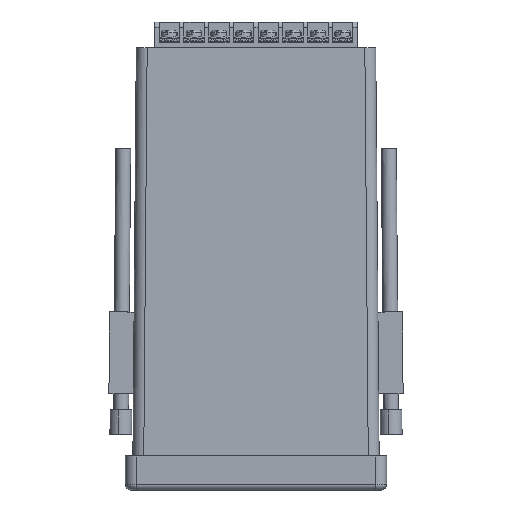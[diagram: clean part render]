
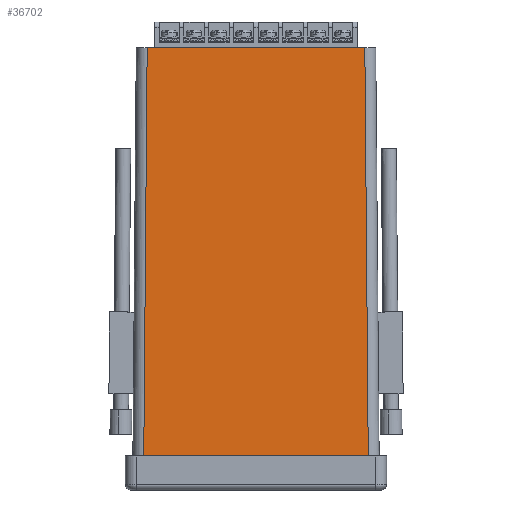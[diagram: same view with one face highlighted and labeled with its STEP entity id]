
A CAD part, front view. The second image highlights one B-rep face of the part: STEP entity #36702.
In plain terms, the highlighted planar face has unit normal (0, -1, 0.008).
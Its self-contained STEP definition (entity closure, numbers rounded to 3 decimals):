
#1073 = VERTEX_POINT ( 'NONE', #25601 ) ;
#4674 = CARTESIAN_POINT ( 'NONE',  ( -40., -44., -0.033 ) ) ;
#5192 = VERTEX_POINT ( 'NONE', #25443 ) ;
#7222 = DIRECTION ( 'NONE',  ( -0.008, 0.008, 1. ) ) ;
#7728 = VERTEX_POINT ( 'NONE', #29897 ) ;
#7743 = LINE ( 'NONE', #12845, #25010 ) ;
#8827 = FACE_OUTER_BOUND ( 'NONE', #26929, .T. ) ;
#10259 = LINE ( 'NONE', #21333, #22980 ) ;
#10312 = ORIENTED_EDGE ( 'NONE', *, *, #30445, .T. ) ;
#10540 = EDGE_CURVE ( 'NONE', #5192, #7728, #36432, .T. ) ;
#10925 = CARTESIAN_POINT ( 'NONE',  ( -44., -44., 0. ) ) ;
#11486 = ORIENTED_EDGE ( 'NONE', *, *, #10540, .T. ) ;
#12845 = CARTESIAN_POINT ( 'NONE',  ( 39.994, -43.994, 0.699 ) ) ;
#13219 = AXIS2_PLACEMENT_3D ( 'NONE', #10925, #31006, #13618 ) ;
#13515 = DIRECTION ( 'NONE',  ( -0.008, -0.008, -1. ) ) ;
#13618 = DIRECTION ( 'NONE',  ( 0., -0.008, -1. ) ) ;
#15376 = DIRECTION ( 'NONE',  ( 1., 0., 0. ) ) ;
#16416 = CARTESIAN_POINT ( 'NONE',  ( 41.249, -45.249, -150. ) ) ;
#16780 = ORIENTED_EDGE ( 'NONE', *, *, #27866, .F. ) ;
#19677 = LINE ( 'NONE', #32226, #34226 ) ;
#21333 = CARTESIAN_POINT ( 'NONE',  ( -44., -44., 0. ) ) ;
#22980 = VECTOR ( 'NONE', #15376, 1000. ) ;
#24562 = VECTOR ( 'NONE', #13515, 1000. ) ;
#25010 = VECTOR ( 'NONE', #7222, 1000. ) ;
#25443 = CARTESIAN_POINT ( 'NONE',  ( -40., -44., 0. ) ) ;
#25601 = CARTESIAN_POINT ( 'NONE',  ( 40., -44., 0. ) ) ;
#26929 = EDGE_LOOP ( 'NONE', ( #34356, #10312, #16780, #11486 ) ) ;
#27866 = EDGE_CURVE ( 'NONE', #5192, #1073, #10259, .T. ) ;
#29897 = CARTESIAN_POINT ( 'NONE',  ( -41.249, -45.249, -150. ) ) ;
#30445 = EDGE_CURVE ( 'NONE', #32661, #1073, #7743, .T. ) ;
#31006 = DIRECTION ( 'NONE',  ( 0., -1., 0.008 ) ) ;
#31127 = PLANE ( 'NONE',  #13219 ) ;
#32226 = CARTESIAN_POINT ( 'NONE',  ( -44., -45.249, -150. ) ) ;
#32661 = VERTEX_POINT ( 'NONE', #16416 ) ;
#34226 = VECTOR ( 'NONE', #35162, 1000. ) ;
#34356 = ORIENTED_EDGE ( 'NONE', *, *, #37631, .T. ) ;
#35162 = DIRECTION ( 'NONE',  ( 1., 0., 0. ) ) ;
#36432 = LINE ( 'NONE', #4674, #24562 ) ;
#36702 = ADVANCED_FACE ( 'NONE', ( #8827 ), #31127, .T. ) ;
#37631 = EDGE_CURVE ( 'NONE', #7728, #32661, #19677, .T. ) ;
